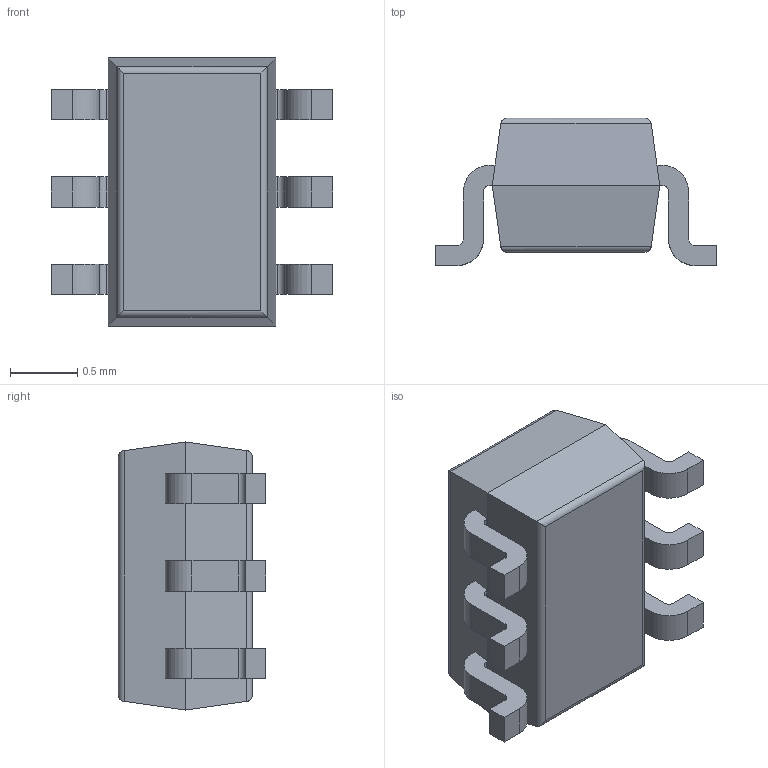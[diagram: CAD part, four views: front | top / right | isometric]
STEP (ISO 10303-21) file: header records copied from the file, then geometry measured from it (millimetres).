
FILE_DESCRIPTION (( 'STEP AP214' ), '1' );
FILE_NAME ('ADCMP601BKSZ-REEL7.STEP', '2023-03-17T23:35:40', ( '' ), ( '' ), 'SwSTEP 2.0', 'SolidWorks 2021', '' );
FILE_SCHEMA (( 'AUTOMOTIVE_DESIGN' ));
Length unit declared in the file: millimetre
Products named in the file (1): ADCMP601BKSZ-REEL7
Bounding box: 2.1 x 1.1 x 2 mm (x, y, z)
Volume: 2.5 mm3; surface area: 14.9 mm2
Topology: 8 solids, 8 shells, 109 faces, 264 edges, 172 vertices
Faces by surface type: plane 73, cylinder 36
Entity records: 3255 total; most frequent: CARTESIAN_POINT 570, DIRECTION 532, ORIENTED_EDGE 528, EDGE_CURVE 264, VECTOR 200, LINE 200, VERTEX_POINT 172, AXIS2_PLACEMENT_3D 166
